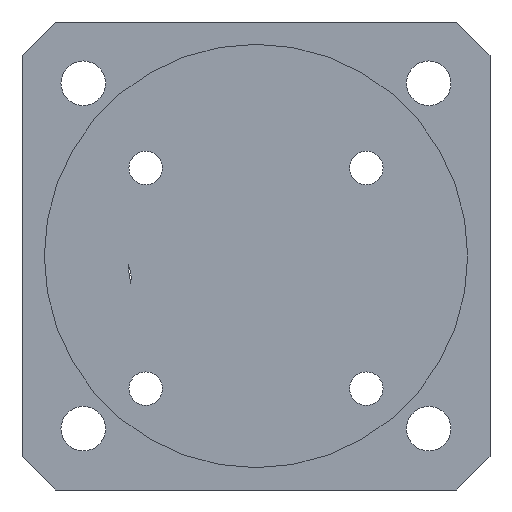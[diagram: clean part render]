
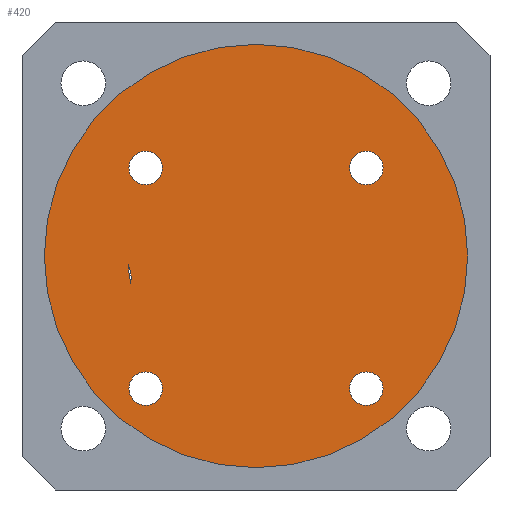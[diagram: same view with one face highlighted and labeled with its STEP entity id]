
A CAD part, front view. The second image highlights one B-rep face of the part: STEP entity #420.
In plain terms, the highlighted planar face has unit normal (0, -1, 0).
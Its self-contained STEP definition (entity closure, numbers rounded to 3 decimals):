
#96=FACE_BOUND('',#138,.T.);
#97=FACE_BOUND('',#139,.T.);
#98=FACE_BOUND('',#140,.T.);
#99=FACE_BOUND('',#141,.T.);
#100=FACE_BOUND('',#142,.T.);
#115=FACE_OUTER_BOUND('',#137,.T.);
#137=EDGE_LOOP('',(#295));
#138=EDGE_LOOP('',(#296,#297));
#139=EDGE_LOOP('',(#298));
#140=EDGE_LOOP('',(#299));
#141=EDGE_LOOP('',(#300));
#142=EDGE_LOOP('',(#301));
#178=CIRCLE('',#457,19.);
#179=CIRCLE('',#458,2.8);
#180=CIRCLE('',#459,11.5);
#181=CIRCLE('',#460,1.5);
#182=CIRCLE('',#461,1.5);
#183=CIRCLE('',#462,1.5);
#184=CIRCLE('',#463,1.5);
#200=VERTEX_POINT('',#627);
#201=VERTEX_POINT('',#629);
#202=VERTEX_POINT('',#630);
#203=VERTEX_POINT('',#633);
#204=VERTEX_POINT('',#635);
#205=VERTEX_POINT('',#637);
#206=VERTEX_POINT('',#639);
#238=EDGE_CURVE('',#200,#200,#178,.T.);
#239=EDGE_CURVE('',#201,#202,#179,.T.);
#240=EDGE_CURVE('',#202,#201,#180,.T.);
#241=EDGE_CURVE('',#203,#203,#181,.T.);
#242=EDGE_CURVE('',#204,#204,#182,.T.);
#243=EDGE_CURVE('',#205,#205,#183,.T.);
#244=EDGE_CURVE('',#206,#206,#184,.T.);
#295=ORIENTED_EDGE('',*,*,#238,.T.);
#296=ORIENTED_EDGE('',*,*,#239,.F.);
#297=ORIENTED_EDGE('',*,*,#240,.F.);
#298=ORIENTED_EDGE('',*,*,#241,.F.);
#299=ORIENTED_EDGE('',*,*,#242,.F.);
#300=ORIENTED_EDGE('',*,*,#243,.F.);
#301=ORIENTED_EDGE('',*,*,#244,.F.);
#409=PLANE('',#456);
#420=ADVANCED_FACE('',(#115,#96,#97,#98,#99,#100),#409,.F.);
#456=AXIS2_PLACEMENT_3D('',#626,#502,#503);
#457=AXIS2_PLACEMENT_3D('',#628,#504,#505);
#458=AXIS2_PLACEMENT_3D('',#631,#506,#507);
#459=AXIS2_PLACEMENT_3D('',#632,#508,#509);
#460=AXIS2_PLACEMENT_3D('',#634,#510,#511);
#461=AXIS2_PLACEMENT_3D('',#636,#512,#513);
#462=AXIS2_PLACEMENT_3D('',#638,#514,#515);
#463=AXIS2_PLACEMENT_3D('',#640,#516,#517);
#502=DIRECTION('center_axis',(0.,1.,0.));
#503=DIRECTION('ref_axis',(-1.,0.,0.));
#504=DIRECTION('center_axis',(0.,-1.,0.));
#505=DIRECTION('ref_axis',(-1.,0.,0.));
#506=DIRECTION('center_axis',(0.,-1.,0.));
#507=DIRECTION('ref_axis',(0.,0.,1.));
#508=DIRECTION('center_axis',(0.,-1.,0.));
#509=DIRECTION('ref_axis',(-1.,0.,0.));
#510=DIRECTION('center_axis',(0.,-1.,0.));
#511=DIRECTION('ref_axis',(-1.,0.,0.));
#512=DIRECTION('center_axis',(0.,-1.,0.));
#513=DIRECTION('ref_axis',(-1.,0.,0.));
#514=DIRECTION('center_axis',(0.,-1.,0.));
#515=DIRECTION('ref_axis',(-1.,0.,0.));
#516=DIRECTION('center_axis',(0.,-1.,0.));
#517=DIRECTION('ref_axis',(-1.,0.,0.));
#626=CARTESIAN_POINT('Origin',(10.,8.65,575.477));
#627=CARTESIAN_POINT('',(29.,8.65,575.477));
#628=CARTESIAN_POINT('Origin',(10.,8.65,575.477));
#629=CARTESIAN_POINT('',(-1.236,8.65,573.028));
#630=CARTESIAN_POINT('',(-1.472,8.65,574.682));
#631=CARTESIAN_POINT('Origin',(-4.,8.65,573.477));
#632=CARTESIAN_POINT('Origin',(10.,8.65,575.477));
#633=CARTESIAN_POINT('',(1.601,8.65,583.377));
#634=CARTESIAN_POINT('Origin',(0.101,8.65,583.377));
#635=CARTESIAN_POINT('',(21.399,8.65,583.377));
#636=CARTESIAN_POINT('Origin',(19.899,8.65,583.377));
#637=CARTESIAN_POINT('',(1.601,8.65,563.578));
#638=CARTESIAN_POINT('Origin',(0.101,8.65,563.578));
#639=CARTESIAN_POINT('',(21.399,8.65,563.578));
#640=CARTESIAN_POINT('Origin',(19.899,8.65,563.578));
